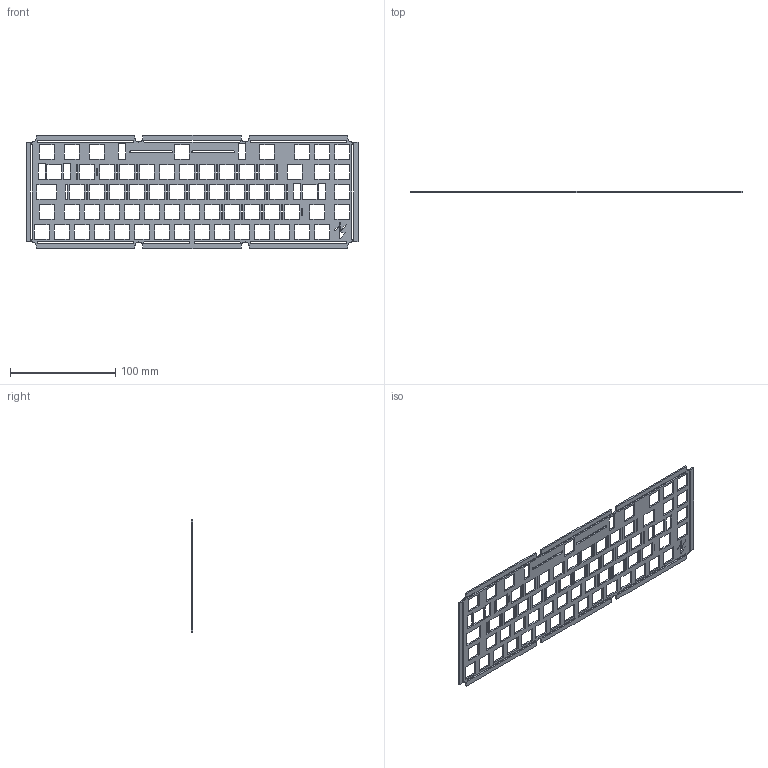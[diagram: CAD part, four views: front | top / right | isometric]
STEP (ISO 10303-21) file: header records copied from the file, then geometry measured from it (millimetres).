
FILE_DESCRIPTION (( 'STEP AP214' ), '1' );
FILE_NAME ('Plate Tsangan Forced Split BS.STEP', '2020-06-25T14:34:48', ( '' ), ( '' ), 'SwSTEP 2.0', 'SolidWorks 2018', '' );
FILE_SCHEMA (( 'AUTOMOTIVE_DESIGN' ));
Length unit declared in the file: millimetre
Products named in the file (1): Plate Tsangan Forced Split BS
Bounding box: 315.75 x 1.5 x 107.7 mm (x, y, z)
Volume: 26930.3 mm3; surface area: 46888.2 mm2
Topology: 1 solids, 1 shells, 507 faces, 1515 edges, 1010 vertices
Faces by surface type: plane 455, cylinder 52
Entity records: 17267 total; most frequent: CARTESIAN_POINT 3033, ORIENTED_EDGE 3030, DIRECTION 2635, EDGE_CURVE 1515, LINE 1411, VECTOR 1411, VERTEX_POINT 1010, EDGE_LOOP 727
